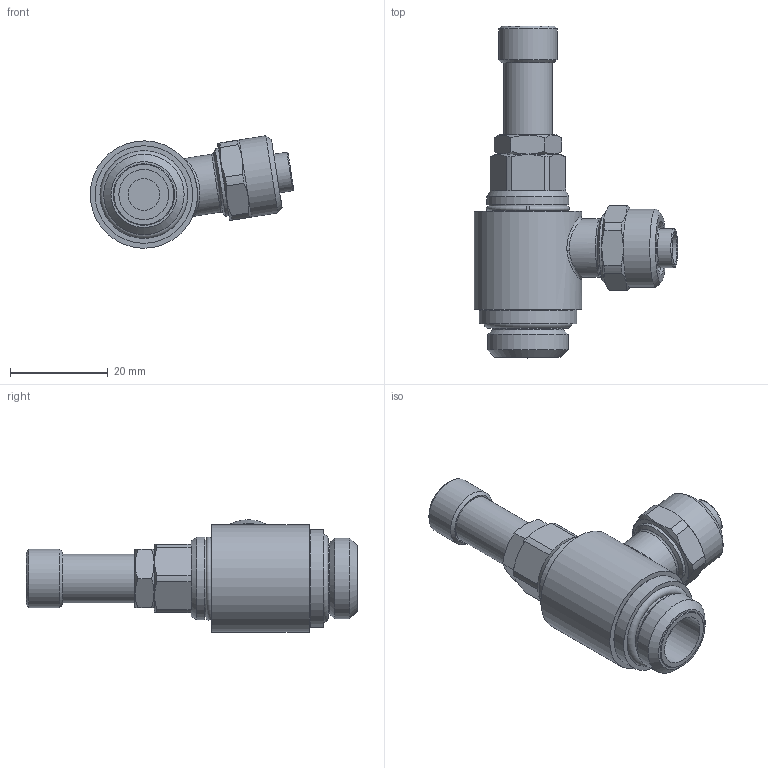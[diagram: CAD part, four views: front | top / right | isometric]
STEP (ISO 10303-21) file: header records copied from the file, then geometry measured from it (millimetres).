
FILE_DESCRIPTION((''),'2;1');
FILE_NAME('MV421038V.stp','2022-08-09T08:06:46',('RL'),(''),'Autodesk Inventor 2012','Autodesk Inventor 2012','');
FILE_SCHEMA(('AUTOMOTIVE_DESIGN { 1 0 10303 214 1 1 1 1 }'));
Length unit declared in the file: millimetre
Products named in the file (1): MV421038V_Konturvereinfachung_1
Bounding box: 41.72 x 68 x 23.04 mm (x, y, z)
Volume: 16012.6 mm3; surface area: 8369.4 mm2
Topology: 1 solids, 1 shells, 106 faces, 243 edges, 154 vertices
Faces by surface type: plane 44, cylinder 30, cone 25, torus 5, bspline 2
Full cylindrical faces by diameter (mm): 6.5 x2, 8 x1, 10 x1, 10.15 x1, 10.25 x1, 12 x2, 14 x1, 14.5 x1, 15.9 x1, 16 x1, 16.5 x1, 16.85 x2, 17 x1, 20 x1, 22 x1
Entity records: 3330 total; most frequent: CARTESIAN_POINT 1216, DIRECTION 440, ORIENTED_EDGE 382, AXIS2_PLACEMENT_3D 201, EDGE_CURVE 191, EDGE_LOOP 166, VERTEX_POINT 143, FACE_OUTER_BOUND 106
